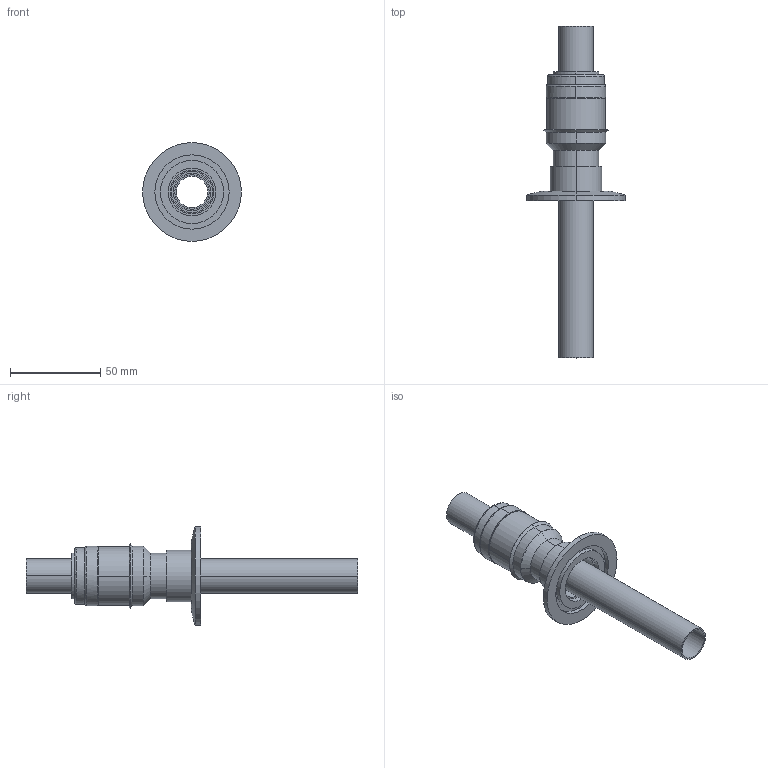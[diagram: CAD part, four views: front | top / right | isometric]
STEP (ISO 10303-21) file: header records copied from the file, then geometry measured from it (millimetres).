
FILE_DESCRIPTION (( 'STEP AP203' ), '1' );
FILE_NAME ('A0219-1-QF.STEP', '2013-06-03T12:33:14', ( '' ), ( '' ), 'SwSTEP 2.0', 'SolidWorks 2012', '' );
FILE_SCHEMA (( 'CONFIG_CONTROL_DESIGN' ));
Length unit declared in the file: inch
Products named in the file (1): A0219-1-QF
Bounding box: 54.86 x 184.15 x 54.86 mm (x, y, z)
Volume: 33264.5 mm3; surface area: 40201.8 mm2
Topology: 1 solids, 1 shells, 83 faces, 180 edges, 112 vertices
Faces by surface type: cylinder 42, cone 20, plane 15, bspline 6
Entity records: 3037 total; most frequent: CARTESIAN_POINT 1072, DIRECTION 442, ORIENTED_EDGE 360, AXIS2_PLACEMENT_3D 190, EDGE_CURVE 180, CIRCLE 112, VERTEX_POINT 112, EDGE_LOOP 98
